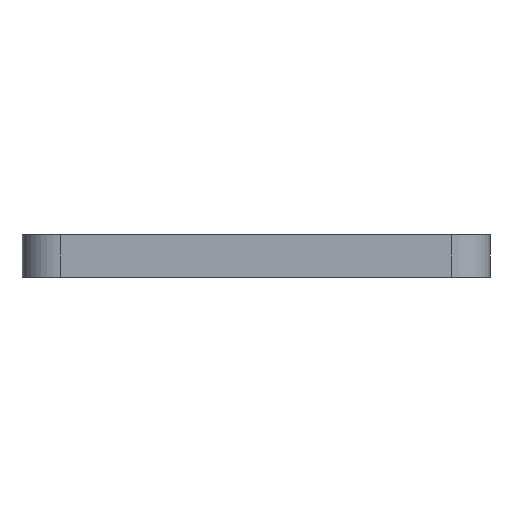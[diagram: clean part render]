
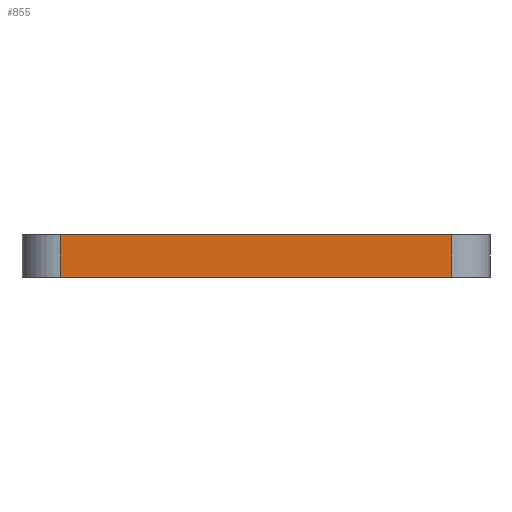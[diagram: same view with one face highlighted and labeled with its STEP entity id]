
A CAD part, left-side view. The second image highlights one B-rep face of the part: STEP entity #855.
In plain terms, the highlighted planar face has unit normal (-1, 0, 0).
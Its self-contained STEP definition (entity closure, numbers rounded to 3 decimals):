
#92=FACE_OUTER_BOUND('',#144,.T.);
#144=EDGE_LOOP('',(#732,#733,#734,#735));
#210=LINE('',#1284,#309);
#244=LINE('',#1379,#343);
#245=LINE('',#1382,#344);
#246=LINE('',#1383,#345);
#309=VECTOR('',#1042,10.);
#343=VECTOR('',#1136,10.);
#344=VECTOR('',#1139,10.);
#345=VECTOR('',#1140,10.);
#394=VERTEX_POINT('',#1281);
#395=VERTEX_POINT('',#1283);
#426=VERTEX_POINT('',#1377);
#427=VERTEX_POINT('',#1381);
#489=EDGE_CURVE('',#395,#394,#210,.T.);
#537=EDGE_CURVE('',#394,#426,#244,.T.);
#538=EDGE_CURVE('',#427,#426,#245,.T.);
#539=EDGE_CURVE('',#395,#427,#246,.T.);
#732=ORIENTED_EDGE('',*,*,#489,.T.);
#733=ORIENTED_EDGE('',*,*,#537,.T.);
#734=ORIENTED_EDGE('',*,*,#538,.F.);
#735=ORIENTED_EDGE('',*,*,#539,.F.);
#812=PLANE('',#930);
#855=ADVANCED_FACE('',(#92),#812,.T.);
#930=AXIS2_PLACEMENT_3D('',#1380,#1137,#1138);
#1042=DIRECTION('',(0.,1.,0.));
#1136=DIRECTION('',(0.,0.,-1.));
#1137=DIRECTION('center_axis',(-1.,0.,0.));
#1138=DIRECTION('ref_axis',(0.,1.,0.));
#1139=DIRECTION('',(0.,1.,0.));
#1140=DIRECTION('',(0.,0.,-1.));
#1281=CARTESIAN_POINT('',(0.,9.144,-1.041));
#1283=CARTESIAN_POINT('',(0.,-9.144,-1.041));
#1284=CARTESIAN_POINT('',(0.,-9.144,-1.041));
#1377=CARTESIAN_POINT('',(0.,9.144,-3.041));
#1379=CARTESIAN_POINT('',(0.,9.144,-1.041));
#1380=CARTESIAN_POINT('Origin',(0.,-9.144,-1.041));
#1381=CARTESIAN_POINT('',(0.,-9.144,-3.041));
#1382=CARTESIAN_POINT('',(0.,-9.144,-3.041));
#1383=CARTESIAN_POINT('',(0.,-9.144,-1.041));
